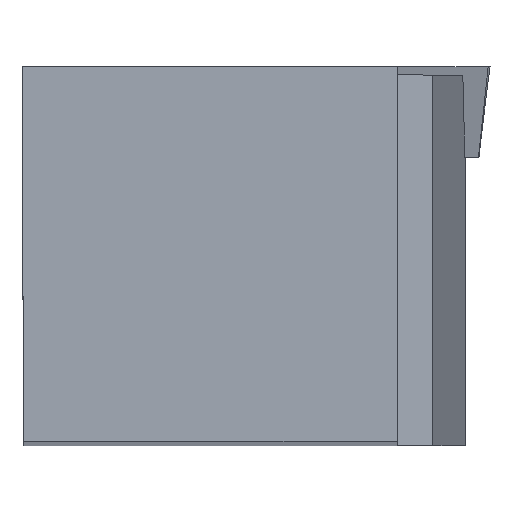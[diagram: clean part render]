
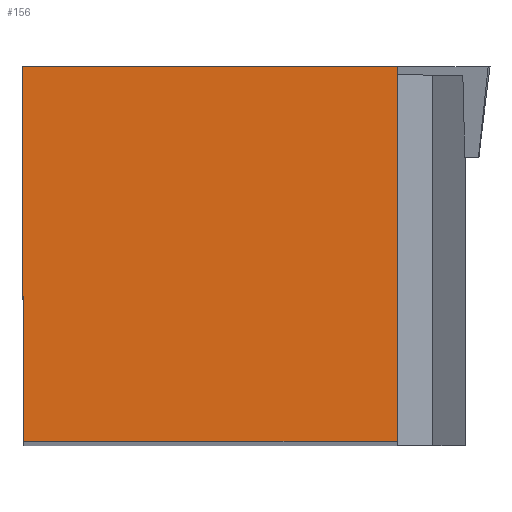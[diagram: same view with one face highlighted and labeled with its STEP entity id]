
A CAD part, top view. The second image highlights one B-rep face of the part: STEP entity #156.
In plain terms, the highlighted planar face has unit normal (0, 0, 1).
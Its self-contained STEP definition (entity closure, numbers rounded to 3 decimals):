
#126=FACE_OUTER_BOUND('',#344,.T.);
#156=ADVANCED_FACE('BLANK_BOXF006',(#126),#180,.F.);
#180=PLANE('',#754);
#201=LINE('',#1036,#253);
#206=LINE('',#1047,#258);
#210=LINE('',#1054,#262);
#235=LINE('',#1152,#287);
#253=VECTOR('',#844,1.);
#258=VECTOR('',#851,1.);
#262=VECTOR('',#857,1.);
#287=VECTOR('',#908,1.);
#344=EDGE_LOOP('',(#458,#459,#460,#461));
#458=ORIENTED_EDGE('',*,*,#591,.T.);
#459=ORIENTED_EDGE('',*,*,#582,.T.);
#460=ORIENTED_EDGE('',*,*,#587,.T.);
#461=ORIENTED_EDGE('',*,*,#622,.T.);
#524=VERTEX_POINT('',#1035);
#525=VERTEX_POINT('',#1037);
#529=VERTEX_POINT('',#1046);
#532=VERTEX_POINT('',#1055);
#582=EDGE_CURVE('',#525,#524,#201,.T.);
#587=EDGE_CURVE('',#524,#529,#206,.T.);
#591=EDGE_CURVE('',#532,#525,#210,.T.);
#622=EDGE_CURVE('',#529,#532,#235,.T.);
#754=AXIS2_PLACEMENT_3D('',#1153,#909,#910);
#844=DIRECTION('',(-1.,0.,0.));
#851=DIRECTION('',(0.004,-1.,0.));
#857=DIRECTION('',(0.,1.,0.));
#908=DIRECTION('',(1.,0.,0.));
#909=DIRECTION('',(0.,0.,-1.));
#910=DIRECTION('',(1.,0.,0.));
#1035=CARTESIAN_POINT('',(0.,9.9,0.));
#1036=CARTESIAN_POINT('',(80.35,9.9,0.));
#1037=CARTESIAN_POINT('',(9.9,9.9,0.));
#1046=CARTESIAN_POINT('',(0.043,0.,0.));
#1047=CARTESIAN_POINT('',(-0.307,80.349,0.));
#1054=CARTESIAN_POINT('',(9.9,-80.35,0.));
#1055=CARTESIAN_POINT('',(9.9,0.,0.));
#1152=CARTESIAN_POINT('',(-80.35,0.,0.));
#1153=CARTESIAN_POINT('',(21.35,-5.,0.));
